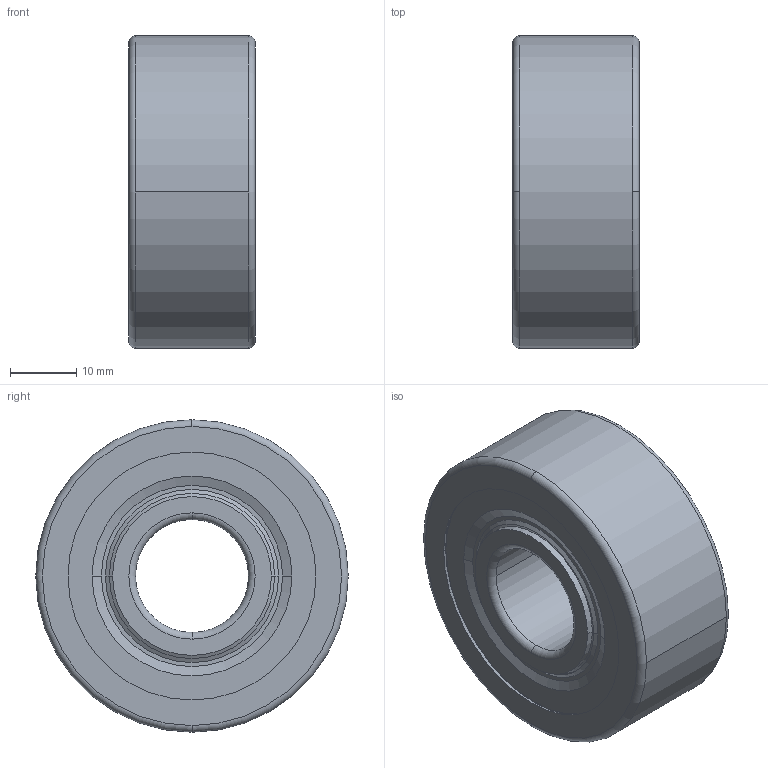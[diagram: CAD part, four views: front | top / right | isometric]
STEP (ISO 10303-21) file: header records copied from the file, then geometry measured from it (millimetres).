
FILE_DESCRIPTION(('STEP AP242'),'1');
FILE_NAME('snr_2303eeg14_2.stp','2024-10-04T11:31:11',('TraceParts'),('TraceParts S.A.'),'Spatial InterOp 3D',' ',' ');
FILE_SCHEMA(('AP242_MANAGED_MODEL_BASED_3D_ENGINEERING_MIM_LF {1 0 10303 442 1 1 4}'));
Length unit declared in the file: millimetre
Products named in the file (1): snr_2303eeg14_2_1
Bounding box: 19 x 47 x 47 mm (x, y, z)
Volume: 21428.6 mm3; surface area: 16488.5 mm2
Topology: 6 solids, 6 shells, 180 faces, 482 edges, 270 vertices
Faces by surface type: torus 68, sphere 46, cone 28, cylinder 22, plane 16
Entity records: 6465 total; most frequent: CARTESIAN_POINT 2342, DIRECTION 926, ORIENTED_EDGE 780, AXIS2_PLACEMENT_3D 438, EDGE_CURVE 390, VERTEX_POINT 270, CIRCLE 252, EDGE_LOOP 240
